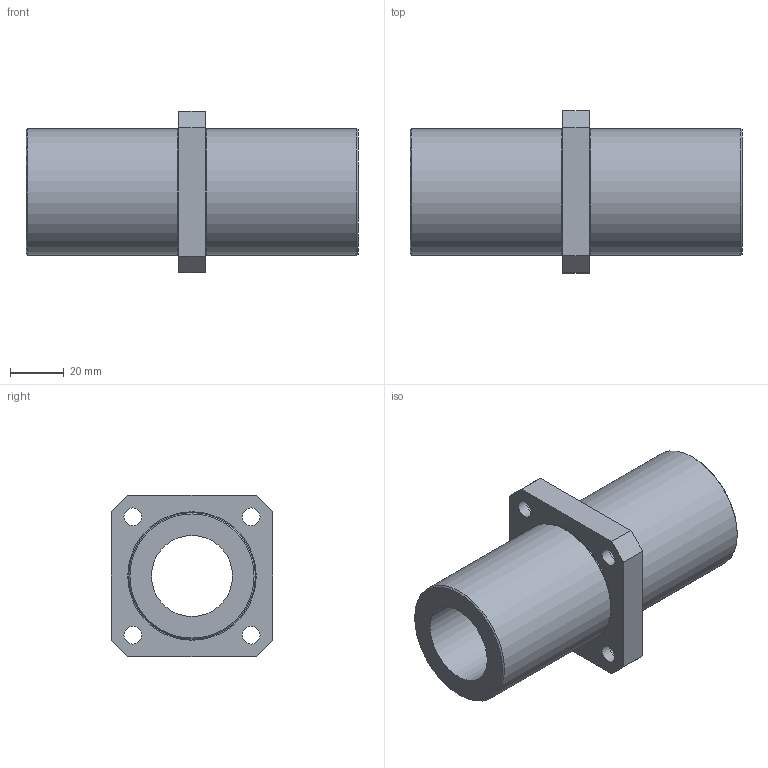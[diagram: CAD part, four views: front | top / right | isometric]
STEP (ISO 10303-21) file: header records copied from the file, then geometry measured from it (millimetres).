
FILE_DESCRIPTION (( 'STEP AP203' ), '1' );
FILE_NAME ('LMEKC30UU.STEP', '2016-05-06T13:53:11', ( '' ), ( '' ), 'SwSTEP 2.0', 'SolidWorks 2010', '' );
FILE_SCHEMA (( 'CONFIG_CONTROL_DESIGN' ));
Length unit declared in the file: millimetre
Products named in the file (1): LMEKC30UU
Bounding box: 123 x 60 x 60 mm (x, y, z)
Volume: 141352.7 mm3; surface area: 37318.3 mm2
Topology: 1 solids, 1 shells, 37 faces, 79 edges, 54 vertices
Faces by surface type: plane 20, cylinder 15, cone 2
Full cylindrical faces by diameter (mm): 6.6 x4, 11 x4, 30 x1, 46.4 x2, 47 x2, 47.6 x2
Entity records: 975 total; most frequent: DIRECTION 164, CARTESIAN_POINT 142, ORIENTED_EDGE 112, EDGE_LOOP 74, AXIS2_PLACEMENT_3D 70, EDGE_CURVE 56, FACE_OUTER_BOUND 52, VERTEX_POINT 48
